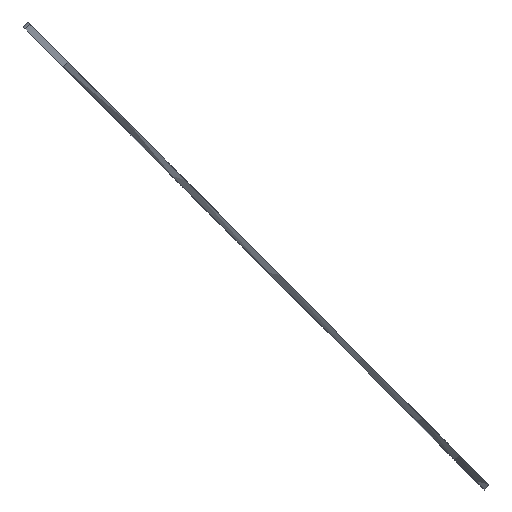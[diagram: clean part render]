
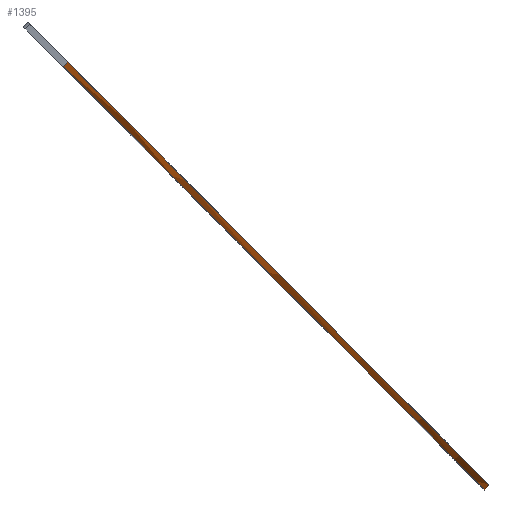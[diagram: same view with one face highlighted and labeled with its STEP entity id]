
A CAD part, top view. The second image highlights one B-rep face of the part: STEP entity #1395.
In plain terms, the highlighted free-form (B-spline) face has degree [5, 1] with [20, 2] control points.
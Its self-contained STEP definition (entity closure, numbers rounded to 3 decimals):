
#16=B_SPLINE_SURFACE_WITH_KNOTS('',5,1,((#2469,#2470),(#2471,#2472),(#2473,
#2474),(#2475,#2476),(#2477,#2478),(#2479,#2480),(#2481,#2482),(#2483,#2484),
(#2485,#2486),(#2487,#2488),(#2489,#2490),(#2491,#2492),(#2493,#2494),(#2495,
#2496),(#2497,#2498),(#2499,#2500),(#2501,#2502),(#2503,#2504),(#2505,#2506),
(#2507,#2508)),.UNSPECIFIED.,.F.,.F.,.F.,(6,1,1,1,1,1,1,1,1,1,1,1,1,1,1,
6),(2,2),(-1.,-0.933,-0.867,-0.8,-0.733,
-0.667,-0.6,-0.533,-0.467,-0.4,-0.333,
-0.267,-0.2,-0.133,-0.067,0.),(0.,
0.36),.UNSPECIFIED.);
#55=B_SPLINE_CURVE_WITH_KNOTS('',5,(#2084,#2085,#2086,#2087,#2088,#2089,
#2090,#2091,#2092,#2093,#2094,#2095,#2096,#2097,#2098,#2099,#2100,#2101,
#2102,#2103),.UNSPECIFIED.,.F.,.F.,(6,1,1,1,1,1,1,1,1,1,1,1,1,1,1,6),(-1.,
-0.933,-0.867,-0.8,-0.733,-0.667,
-0.6,-0.533,-0.467,-0.4,-0.333,-0.267,
-0.2,-0.133,-0.067,0.),.UNSPECIFIED.);
#57=B_SPLINE_CURVE_WITH_KNOTS('',5,(#2204,#2205,#2206,#2207,#2208,#2209,
#2210,#2211,#2212,#2213,#2214,#2215,#2216,#2217,#2218,#2219,#2220,#2221,
#2222,#2223),.UNSPECIFIED.,.F.,.F.,(6,1,1,1,1,1,1,1,1,1,1,1,1,1,1,6),(0.,
0.067,0.133,0.2,0.267,0.333,
0.4,0.467,0.533,0.6,0.667,0.733,
0.8,0.867,0.933,1.),.UNSPECIFIED.);
#148=FACE_OUTER_BOUND('',#252,.T.);
#252=EDGE_LOOP('',(#1274,#1275,#1276,#1277));
#264=LINE('',#2008,#375);
#365=LINE('',#2509,#476);
#375=VECTOR('',#1602,10.);
#476=VECTOR('',#1961,10.);
#574=VERTEX_POINT('',#2005);
#575=VERTEX_POINT('',#2007);
#601=VERTEX_POINT('',#2083);
#642=VERTEX_POINT('',#2202);
#711=EDGE_CURVE('',#574,#575,#264,.T.);
#740=EDGE_CURVE('',#601,#575,#55,.T.);
#788=EDGE_CURVE('',#574,#642,#57,.T.);
#890=EDGE_CURVE('',#642,#601,#365,.T.);
#1274=ORIENTED_EDGE('',*,*,#788,.T.);
#1275=ORIENTED_EDGE('',*,*,#890,.T.);
#1276=ORIENTED_EDGE('',*,*,#740,.T.);
#1277=ORIENTED_EDGE('',*,*,#711,.F.);
#1395=ADVANCED_FACE('',(#148),#16,.F.);
#1602=DIRECTION('',(0.707,0.707,0.));
#1961=DIRECTION('',(0.707,0.707,0.));
#2005=CARTESIAN_POINT('',(-446.185,247.013,50.426));
#2007=CARTESIAN_POINT('',(-444.063,249.135,50.426));
#2008=CARTESIAN_POINT('',(-445.655,247.543,50.426));
#2083=CARTESIAN_POINT('',(-252.185,57.257,-474.44));
#2084=CARTESIAN_POINT('Ctrl Pts',(-252.185,57.257,-474.44));
#2085=CARTESIAN_POINT('Ctrl Pts',(-251.758,56.829,-472.821));
#2086=CARTESIAN_POINT('Ctrl Pts',(-251.193,56.265,-467.965));
#2087=CARTESIAN_POINT('Ctrl Pts',(-251.222,56.294,-455.816));
#2088=CARTESIAN_POINT('Ctrl Pts',(-252.87,57.941,-431.394));
#2089=CARTESIAN_POINT('Ctrl Pts',(-257.249,62.32,-393.478));
#2090=CARTESIAN_POINT('Ctrl Pts',(-263.688,68.759,-354.613));
#2091=CARTESIAN_POINT('Ctrl Pts',(-273.253,78.324,-314.203));
#2092=CARTESIAN_POINT('Ctrl Pts',(-286.428,91.499,-270.733));
#2093=CARTESIAN_POINT('Ctrl Pts',(-302.449,107.521,-225.81));
#2094=CARTESIAN_POINT('Ctrl Pts',(-320.172,125.243,-181.415));
#2095=CARTESIAN_POINT('Ctrl Pts',(-338.368,143.44,-139.726));
#2096=CARTESIAN_POINT('Ctrl Pts',(-356.085,161.156,-102.253));
#2097=CARTESIAN_POINT('Ctrl Pts',(-373.402,178.474,-68.282));
#2098=CARTESIAN_POINT('Ctrl Pts',(-390.751,195.822,-36.449));
#2099=CARTESIAN_POINT('Ctrl Pts',(-408.245,213.317,-6.227));
#2100=CARTESIAN_POINT('Ctrl Pts',(-422.442,227.513,16.984));
#2101=CARTESIAN_POINT('Ctrl Pts',(-433.206,238.278,33.895));
#2102=CARTESIAN_POINT('Ctrl Pts',(-440.435,245.507,44.952));
#2103=CARTESIAN_POINT('Ctrl Pts',(-444.063,249.135,50.426));
#2202=CARTESIAN_POINT('',(-254.307,55.135,-474.44));
#2204=CARTESIAN_POINT('Ctrl Pts',(-446.185,247.013,50.426));
#2205=CARTESIAN_POINT('Ctrl Pts',(-442.557,243.386,44.952));
#2206=CARTESIAN_POINT('Ctrl Pts',(-435.327,236.156,33.895));
#2207=CARTESIAN_POINT('Ctrl Pts',(-424.563,225.392,16.984));
#2208=CARTESIAN_POINT('Ctrl Pts',(-410.367,211.195,-6.227));
#2209=CARTESIAN_POINT('Ctrl Pts',(-392.872,193.701,-36.449));
#2210=CARTESIAN_POINT('Ctrl Pts',(-375.524,176.352,-68.282));
#2211=CARTESIAN_POINT('Ctrl Pts',(-358.206,159.035,-102.253));
#2212=CARTESIAN_POINT('Ctrl Pts',(-340.49,141.319,-139.726));
#2213=CARTESIAN_POINT('Ctrl Pts',(-322.293,123.122,-181.415));
#2214=CARTESIAN_POINT('Ctrl Pts',(-304.571,105.4,-225.81));
#2215=CARTESIAN_POINT('Ctrl Pts',(-288.549,89.378,-270.733));
#2216=CARTESIAN_POINT('Ctrl Pts',(-275.374,76.203,-314.203));
#2217=CARTESIAN_POINT('Ctrl Pts',(-265.809,66.638,-354.613));
#2218=CARTESIAN_POINT('Ctrl Pts',(-259.37,60.199,-393.478));
#2219=CARTESIAN_POINT('Ctrl Pts',(-254.991,55.82,-431.394));
#2220=CARTESIAN_POINT('Ctrl Pts',(-253.344,54.172,-455.816));
#2221=CARTESIAN_POINT('Ctrl Pts',(-253.315,54.144,-467.965));
#2222=CARTESIAN_POINT('Ctrl Pts',(-253.879,54.708,-472.821));
#2223=CARTESIAN_POINT('Ctrl Pts',(-254.307,55.135,-474.44));
#2469=CARTESIAN_POINT('Ctrl Pts',(-254.307,55.135,-474.44));
#2470=CARTESIAN_POINT('Ctrl Pts',(-251.761,57.681,-474.44));
#2471=CARTESIAN_POINT('Ctrl Pts',(-253.879,54.708,-472.821));
#2472=CARTESIAN_POINT('Ctrl Pts',(-251.333,57.253,-472.821));
#2473=CARTESIAN_POINT('Ctrl Pts',(-253.315,54.144,-467.965));
#2474=CARTESIAN_POINT('Ctrl Pts',(-250.769,56.689,-467.965));
#2475=CARTESIAN_POINT('Ctrl Pts',(-253.344,54.172,-455.816));
#2476=CARTESIAN_POINT('Ctrl Pts',(-250.798,56.718,-455.816));
#2477=CARTESIAN_POINT('Ctrl Pts',(-254.991,55.82,-431.394));
#2478=CARTESIAN_POINT('Ctrl Pts',(-252.446,58.366,-431.394));
#2479=CARTESIAN_POINT('Ctrl Pts',(-259.37,60.199,-393.478));
#2480=CARTESIAN_POINT('Ctrl Pts',(-256.825,62.745,-393.478));
#2481=CARTESIAN_POINT('Ctrl Pts',(-265.809,66.638,-354.613));
#2482=CARTESIAN_POINT('Ctrl Pts',(-263.264,69.184,-354.613));
#2483=CARTESIAN_POINT('Ctrl Pts',(-275.374,76.203,-314.203));
#2484=CARTESIAN_POINT('Ctrl Pts',(-272.828,78.748,-314.203));
#2485=CARTESIAN_POINT('Ctrl Pts',(-288.549,89.378,-270.733));
#2486=CARTESIAN_POINT('Ctrl Pts',(-286.003,91.923,-270.733));
#2487=CARTESIAN_POINT('Ctrl Pts',(-304.571,105.4,-225.81));
#2488=CARTESIAN_POINT('Ctrl Pts',(-302.025,107.945,-225.81));
#2489=CARTESIAN_POINT('Ctrl Pts',(-322.293,123.122,-181.415));
#2490=CARTESIAN_POINT('Ctrl Pts',(-319.747,125.667,-181.415));
#2491=CARTESIAN_POINT('Ctrl Pts',(-340.49,141.319,-139.726));
#2492=CARTESIAN_POINT('Ctrl Pts',(-337.944,143.864,-139.726));
#2493=CARTESIAN_POINT('Ctrl Pts',(-358.206,159.035,-102.253));
#2494=CARTESIAN_POINT('Ctrl Pts',(-355.661,161.581,-102.253));
#2495=CARTESIAN_POINT('Ctrl Pts',(-375.524,176.352,-68.282));
#2496=CARTESIAN_POINT('Ctrl Pts',(-372.978,178.898,-68.282));
#2497=CARTESIAN_POINT('Ctrl Pts',(-392.872,193.701,-36.449));
#2498=CARTESIAN_POINT('Ctrl Pts',(-390.326,196.246,-36.449));
#2499=CARTESIAN_POINT('Ctrl Pts',(-410.367,211.195,-6.227));
#2500=CARTESIAN_POINT('Ctrl Pts',(-407.821,213.741,-6.227));
#2501=CARTESIAN_POINT('Ctrl Pts',(-424.563,225.392,16.984));
#2502=CARTESIAN_POINT('Ctrl Pts',(-422.017,227.937,16.984));
#2503=CARTESIAN_POINT('Ctrl Pts',(-435.327,236.156,33.895));
#2504=CARTESIAN_POINT('Ctrl Pts',(-432.782,238.702,33.895));
#2505=CARTESIAN_POINT('Ctrl Pts',(-442.557,243.386,44.952));
#2506=CARTESIAN_POINT('Ctrl Pts',(-440.011,245.931,44.952));
#2507=CARTESIAN_POINT('Ctrl Pts',(-446.185,247.013,50.426));
#2508=CARTESIAN_POINT('Ctrl Pts',(-443.639,249.559,50.426));
#2509=CARTESIAN_POINT('',(-254.307,55.135,-474.44));
